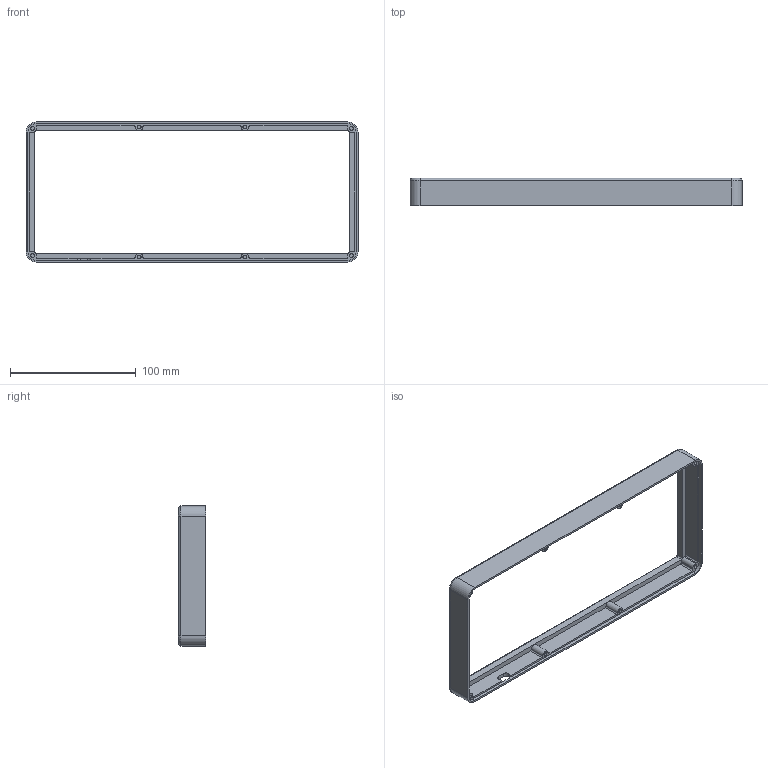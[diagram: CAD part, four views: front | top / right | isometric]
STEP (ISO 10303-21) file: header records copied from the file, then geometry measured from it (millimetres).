
FILE_DESCRIPTION(/* description */ (''),/* implementation_level */ '2;1');
FILE_NAME(/* name */ 'Frame.step',/* time_stamp */ '2021-12-21T18:53:43+01:00',/* author */ (''),/* organization */ (''),/* preprocessor_version */ 'ST-DEVELOPER v18.1',/* originating_system */ 'Autodesk Translation Framework v10.10.0.1391',/* authorisation */ '');
FILE_SCHEMA (('AUTOMOTIVE_DESIGN { 1 0 10303 214 3 1 1 }'));
Length unit declared in the file: millimetre
Products named in the file (1): Frame
Bounding box: 263.65 x 21.5 x 111.25 mm (x, y, z)
Volume: 61544.9 mm3; surface area: 41524.9 mm2
Topology: 1 solids, 1 shells, 115 faces, 294 edges, 188 vertices
Faces by surface type: cylinder 56, plane 51, torus 8
Full cylindrical faces by diameter (mm): 3.1 x8
Entity records: 3549 total; most frequent: DIRECTION 658, CARTESIAN_POINT 598, ORIENTED_EDGE 588, EDGE_CURVE 294, AXIS2_PLACEMENT_3D 248, VERTEX_POINT 188, LINE 162, VECTOR 162
